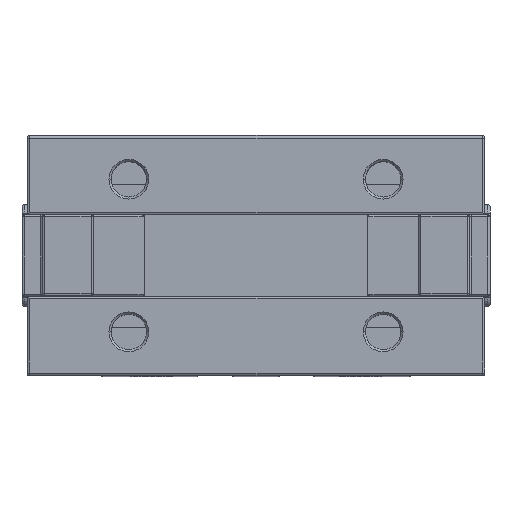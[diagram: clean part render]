
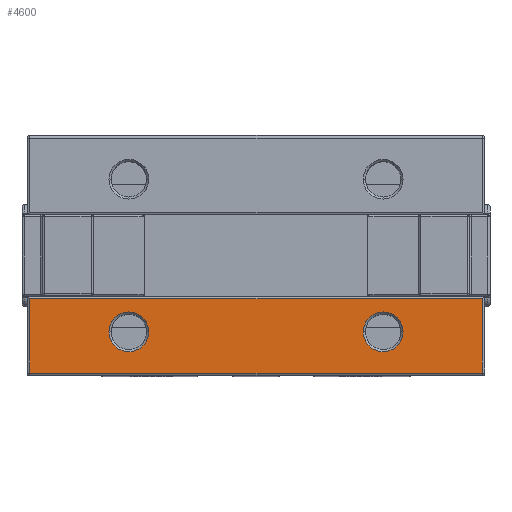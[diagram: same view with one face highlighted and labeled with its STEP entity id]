
A CAD part, top view. The second image highlights one B-rep face of the part: STEP entity #4600.
In plain terms, the highlighted planar face has unit normal (0, 0, 1).
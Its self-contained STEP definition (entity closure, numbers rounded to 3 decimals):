
#504 = CARTESIAN_POINT ( 'NONE',  ( -22.25, -11.8, 10. ) ) ;
#593 = VECTOR ( 'NONE', #5222, 1000. ) ;
#799 = CARTESIAN_POINT ( 'NONE',  ( 12.5, -7.5, 10. ) ) ;
#989 = CARTESIAN_POINT ( 'NONE',  ( -22.25, -11.55, 10. ) ) ;
#1013 = VERTEX_POINT ( 'NONE', #3661 ) ;
#1046 = ORIENTED_EDGE ( 'NONE', *, *, #4166, .T. ) ;
#1257 = DIRECTION ( 'NONE',  ( 0., 0., -1. ) ) ;
#1316 = DIRECTION ( 'NONE',  ( 1., 0., 0. ) ) ;
#1406 = VERTEX_POINT ( 'NONE', #9444 ) ;
#1483 = VERTEX_POINT ( 'NONE', #6395 ) ;
#1675 = CARTESIAN_POINT ( 'NONE',  ( 0., 0., 10. ) ) ;
#1696 = ORIENTED_EDGE ( 'NONE', *, *, #2784, .T. ) ;
#1697 = AXIS2_PLACEMENT_3D ( 'NONE', #10296, #8649, #7859 ) ;
#1906 = ORIENTED_EDGE ( 'NONE', *, *, #3806, .T. ) ;
#2046 = EDGE_CURVE ( 'NONE', #2861, #4528, #9224, .T. ) ;
#2090 = EDGE_CURVE ( 'NONE', #4528, #7087, #2692, .T. ) ;
#2097 = CARTESIAN_POINT ( 'NONE',  ( 12.5, -7.5, 10. ) ) ;
#2261 = ORIENTED_EDGE ( 'NONE', *, *, #2046, .T. ) ;
#2287 = EDGE_CURVE ( 'NONE', #1406, #2861, #4073, .T. ) ;
#2351 = FACE_OUTER_BOUND ( 'NONE', #6874, .T. ) ;
#2468 = FACE_BOUND ( 'NONE', #8285, .T. ) ;
#2692 = LINE ( 'NONE', #4458, #593 ) ;
#2784 = EDGE_CURVE ( 'NONE', #1013, #10225, #7466, .T. ) ;
#2861 = VERTEX_POINT ( 'NONE', #8089 ) ;
#3384 = AXIS2_PLACEMENT_3D ( 'NONE', #1675, #7662, #7017 ) ;
#3661 = CARTESIAN_POINT ( 'NONE',  ( 14.45, -7.5, 10. ) ) ;
#3743 = CARTESIAN_POINT ( 'NONE',  ( -12.5, -7.5, 10. ) ) ;
#3806 = EDGE_CURVE ( 'NONE', #10225, #1013, #3910, .T. ) ;
#3910 = CIRCLE ( 'NONE', #7068, 1.95 ) ;
#4073 = LINE ( 'NONE', #8748, #8464 ) ;
#4113 = AXIS2_PLACEMENT_3D ( 'NONE', #3743, #1257, #1316 ) ;
#4166 = EDGE_CURVE ( 'NONE', #7087, #1406, #8009, .T. ) ;
#4458 = CARTESIAN_POINT ( 'NONE',  ( 22.5, -11.55, 10. ) ) ;
#4528 = VERTEX_POINT ( 'NONE', #989 ) ;
#4532 = DIRECTION ( 'NONE',  ( 1., 0., 0. ) ) ;
#4600 = ADVANCED_FACE ( 'NONE', ( #5851, #2468, #2351 ), #8226, .T. ) ;
#4609 = VECTOR ( 'NONE', #9328, 1000. ) ;
#4683 = EDGE_CURVE ( 'NONE', #1483, #10308, #10129, .T. ) ;
#5222 = DIRECTION ( 'NONE',  ( 1., 0., 0. ) ) ;
#5385 = ORIENTED_EDGE ( 'NONE', *, *, #2287, .T. ) ;
#5554 = ORIENTED_EDGE ( 'NONE', *, *, #4683, .T. ) ;
#5851 = FACE_BOUND ( 'NONE', #5882, .T. ) ;
#5882 = EDGE_LOOP ( 'NONE', ( #1696, #1906 ) ) ;
#6395 = CARTESIAN_POINT ( 'NONE',  ( -10.55, -7.5, 10. ) ) ;
#6874 = EDGE_LOOP ( 'NONE', ( #2261, #7559, #1046, #5385 ) ) ;
#6885 = CARTESIAN_POINT ( 'NONE',  ( 10.55, -7.5, 10. ) ) ;
#7017 = DIRECTION ( 'NONE',  ( 1., 0., 0. ) ) ;
#7068 = AXIS2_PLACEMENT_3D ( 'NONE', #2097, #9308, #4532 ) ;
#7087 = VERTEX_POINT ( 'NONE', #7564 ) ;
#7466 = CIRCLE ( 'NONE', #8607, 1.95 ) ;
#7476 = VECTOR ( 'NONE', #7636, 1000. ) ;
#7559 = ORIENTED_EDGE ( 'NONE', *, *, #2090, .T. ) ;
#7564 = CARTESIAN_POINT ( 'NONE',  ( 22.25, -11.55, 10. ) ) ;
#7636 = DIRECTION ( 'NONE',  ( 0., -1., 0. ) ) ;
#7662 = DIRECTION ( 'NONE',  ( 0., 0., 1. ) ) ;
#7859 = DIRECTION ( 'NONE',  ( 1., 0., 0. ) ) ;
#7919 = DIRECTION ( 'NONE',  ( -1., 0., 0. ) ) ;
#8009 = LINE ( 'NONE', #8458, #4609 ) ;
#8058 = ORIENTED_EDGE ( 'NONE', *, *, #9481, .T. ) ;
#8089 = CARTESIAN_POINT ( 'NONE',  ( -22.25, -4.25, 10. ) ) ;
#8226 = PLANE ( 'NONE',  #3384 ) ;
#8285 = EDGE_LOOP ( 'NONE', ( #5554, #8058 ) ) ;
#8458 = CARTESIAN_POINT ( 'NONE',  ( 22.25, -4., 10. ) ) ;
#8464 = VECTOR ( 'NONE', #7919, 1000. ) ;
#8607 = AXIS2_PLACEMENT_3D ( 'NONE', #799, #9619, #8710 ) ;
#8649 = DIRECTION ( 'NONE',  ( 0., 0., -1. ) ) ;
#8710 = DIRECTION ( 'NONE',  ( 1., 0., 0. ) ) ;
#8748 = CARTESIAN_POINT ( 'NONE',  ( 0., -4.25, 10. ) ) ;
#9224 = LINE ( 'NONE', #504, #7476 ) ;
#9308 = DIRECTION ( 'NONE',  ( 0., 0., -1. ) ) ;
#9328 = DIRECTION ( 'NONE',  ( 0., 1., 0. ) ) ;
#9444 = CARTESIAN_POINT ( 'NONE',  ( 22.25, -4.25, 10. ) ) ;
#9481 = EDGE_CURVE ( 'NONE', #10308, #1483, #9601, .T. ) ;
#9601 = CIRCLE ( 'NONE', #1697, 1.95 ) ;
#9619 = DIRECTION ( 'NONE',  ( 0., 0., -1. ) ) ;
#10117 = CARTESIAN_POINT ( 'NONE',  ( -14.45, -7.5, 10. ) ) ;
#10129 = CIRCLE ( 'NONE', #4113, 1.95 ) ;
#10225 = VERTEX_POINT ( 'NONE', #6885 ) ;
#10296 = CARTESIAN_POINT ( 'NONE',  ( -12.5, -7.5, 10. ) ) ;
#10308 = VERTEX_POINT ( 'NONE', #10117 ) ;
